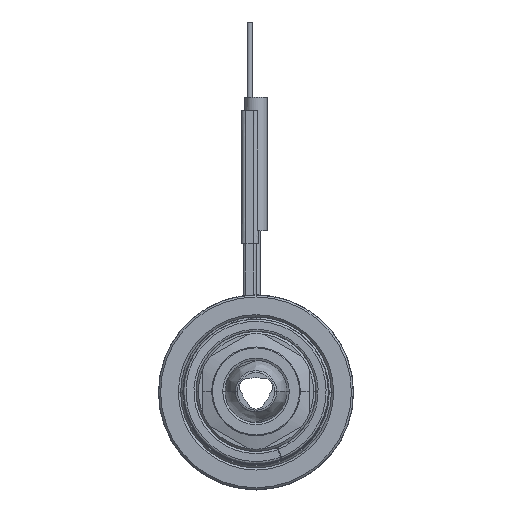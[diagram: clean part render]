
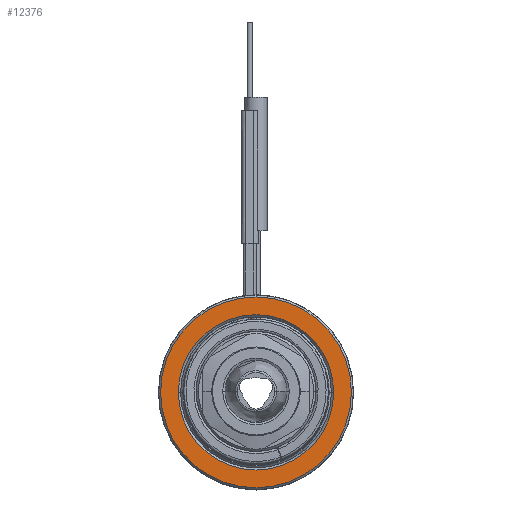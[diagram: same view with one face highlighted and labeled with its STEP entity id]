
A CAD part, top view. The second image highlights one B-rep face of the part: STEP entity #12376.
In plain terms, the highlighted planar face has unit normal (0, 0, 1).
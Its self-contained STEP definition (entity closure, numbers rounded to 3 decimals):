
#3566=CARTESIAN_POINT('',(0.,0.,40.));
#3567=DIRECTION('',(0.,0.,-1.));
#3568=DIRECTION('',(-1.,0.,0.));
#3569=AXIS2_PLACEMENT_3D('',#3566,#3567,#3568);
#3580=CARTESIAN_POINT('',(0.,0.,
40.));
#3581=DIRECTION('',(0.,0.,-1.));
#3582=DIRECTION('',(1.,0.,0.));
#3583=AXIS2_PLACEMENT_3D('',#3580,#3581,#3582);
#3594=CARTESIAN_POINT('',(0.,0.,
40.));
#3595=DIRECTION('',(0.,0.,-1.));
#3596=DIRECTION('',(1.,0.,0.));
#3597=AXIS2_PLACEMENT_3D('',#3594,#3595,#3596);
#3608=CARTESIAN_POINT('',(0.,0.,
40.));
#3609=DIRECTION('',(0.,0.,-1.));
#3610=DIRECTION('',(-1.,0.,0.));
#3611=AXIS2_PLACEMENT_3D('',#3608,#3609,#3610);
#6856=CARTESIAN_POINT('',(21.5,0.,40.));
#6857=CARTESIAN_POINT('',(-21.5,0.,40.));
#6858=VERTEX_POINT('',#6856);
#6859=VERTEX_POINT('',#6857);
#6860=CARTESIAN_POINT('',(17.5,0.,40.));
#6861=CARTESIAN_POINT('',(-17.5,0.,40.));
#6862=VERTEX_POINT('',#6860);
#6863=VERTEX_POINT('',#6861);
#12361=CARTESIAN_POINT('',(0.,0.,40.));
#12362=DIRECTION('',(0.,0.,1.));
#12363=DIRECTION('',(-1.,0.,0.));
#12364=AXIS2_PLACEMENT_3D('',#12361,#12362,#12363);
#12365=PLANE('',#12364);
#12366=ORIENTED_EDGE('',*,*,#12343,.T.);
#12367=ORIENTED_EDGE('',*,*,#12328,.T.);
#12368=EDGE_LOOP('',(#12366,#12367));
#12369=FACE_OUTER_BOUND('',#12368,.F.);
#12371=ORIENTED_EDGE('',*,*,#12370,.F.);
#12373=ORIENTED_EDGE('',*,*,#12372,.F.);
#12374=EDGE_LOOP('',(#12371,#12373));
#12375=FACE_BOUND('',#12374,.F.);
#3570=CIRCLE('',#3569,21.5);
#3584=CIRCLE('',#3583,21.5);
#3598=CIRCLE('',#3597,17.5);
#3612=CIRCLE('',#3611,17.5);
#12328=EDGE_CURVE('',#6859,#6858,#3570,.T.);
#12343=EDGE_CURVE('',#6858,#6859,#3584,.T.);
#12370=EDGE_CURVE('',#6862,#6863,#3598,.T.);
#12372=EDGE_CURVE('',#6863,#6862,#3612,.T.);
#12376=ADVANCED_FACE('',(#12369,#12375),#12365,.T.);
